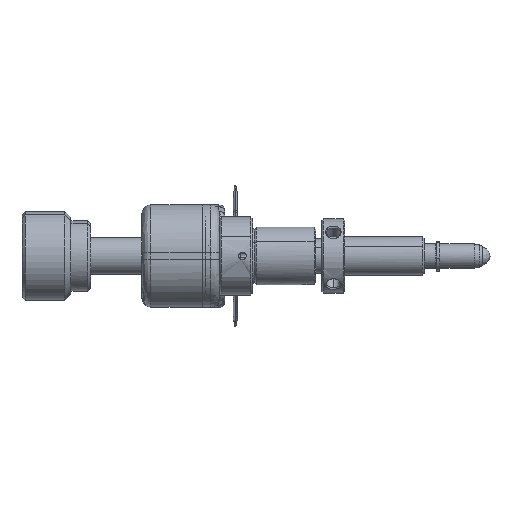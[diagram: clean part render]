
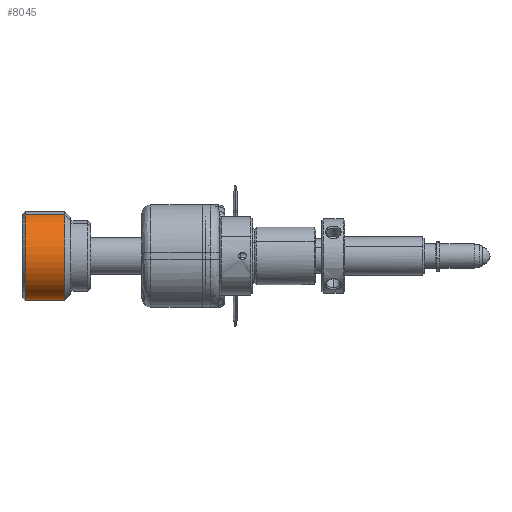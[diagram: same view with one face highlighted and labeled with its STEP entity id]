
A CAD part, left-side view. The second image highlights one B-rep face of the part: STEP entity #8045.
In plain terms, the highlighted free-form (B-spline) face has degree [1, 3] with [2, 4] control points.
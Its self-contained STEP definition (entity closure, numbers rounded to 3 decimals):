
#379 = CARTESIAN_POINT ( 'NONE',  ( -11.854, 49.586, 4.651 ) ) ;
#1015 = CARTESIAN_POINT ( 'NONE',  ( -3.571, 49.586, 23.768 ) ) ;
#2871 = ORIENTED_EDGE ( 'NONE', *, *, #32231, .F. ) ;
#3772 =( BOUNDED_CURVE ( )  B_SPLINE_CURVE ( 3, ( #12279, #5727, #5521, #37971 ),
 .UNSPECIFIED., .F., .F. ) 
 B_SPLINE_CURVE_WITH_KNOTS ( ( 4, 4 ),
 ( -3.142, 0. ),
 .UNSPECIFIED. ) 
 CURVE ( )  GEOMETRIC_REPRESENTATION_ITEM ( )  RATIONAL_B_SPLINE_CURVE ( ( 1., 0.333, 0.333, 1. ) ) 
 REPRESENTATION_ITEM ( '' )  );
#4326 =( BOUNDED_SURFACE ( )  B_SPLINE_SURFACE ( 1, 3, ( 
 ( #36445, #30106, #29703, #17097 ),
 ( #32432, #379, #29904, #1015 ) ),
 .UNSPECIFIED., .F., .F., .F. ) 
 B_SPLINE_SURFACE_WITH_KNOTS ( ( 2, 2 ),
 ( 4, 4 ),
 ( 0., 1. ),
 ( 0., 1. ),
 .UNSPECIFIED. ) 
 GEOMETRIC_REPRESENTATION_ITEM ( )  RATIONAL_B_SPLINE_SURFACE ( (
 ( 1., 0.333, 0.333, 1.),
 ( 1., 0.333, 0.333, 1.) ) ) 
 REPRESENTATION_ITEM ( '' )  SURFACE ( )  );
#4796 = EDGE_LOOP ( 'NONE', ( #24274, #2871, #8382, #11079 ) ) ;
#5521 = CARTESIAN_POINT ( 'NONE',  ( -11.854, 49.586, 4.651 ) ) ;
#5727 = CARTESIAN_POINT ( 'NONE',  ( -17.271, 49.586, 18.351 ) ) ;
#6374 = B_SPLINE_CURVE_WITH_KNOTS ( 'NONE', 1,
 ( #13136, #16525 ),
 .UNSPECIFIED., .F., .F.,
 ( 2, 2 ),
 ( 0., 1. ),
 .UNSPECIFIED. ) ;
#6724 = CARTESIAN_POINT ( 'NONE',  ( -3.571, 49.586, 23.768 ) ) ;
#8045 = ADVANCED_FACE ( 'NONE', ( #13499 ), #4326, .F. ) ;
#8382 = ORIENTED_EDGE ( 'NONE', *, *, #9943, .T. ) ;
#8546 = CARTESIAN_POINT ( 'NONE',  ( -17.271, 42.982, 18.351 ) ) ;
#8969 = CARTESIAN_POINT ( 'NONE',  ( 1.846, 42.982, 10.067 ) ) ;
#9943 = EDGE_CURVE ( 'NONE', #15230, #12401, #32381, .T. ) ;
#10000 = CARTESIAN_POINT ( 'NONE',  ( 1.846, 49.586, 10.067 ) ) ;
#11079 = ORIENTED_EDGE ( 'NONE', *, *, #21092, .T. ) ;
#12279 = CARTESIAN_POINT ( 'NONE',  ( -3.571, 49.586, 23.768 ) ) ;
#12401 = VERTEX_POINT ( 'NONE', #6724 ) ;
#13136 = CARTESIAN_POINT ( 'NONE',  ( 1.846, 42.982, 10.067 ) ) ;
#13395 =( BOUNDED_CURVE ( )  B_SPLINE_CURVE ( 3, ( #24573, #8546, #37841, #8969 ),
 .UNSPECIFIED., .F., .T. ) 
 B_SPLINE_CURVE_WITH_KNOTS ( ( 4, 4 ),
 ( -3.142, 0. ),
 .UNSPECIFIED. ) 
 CURVE ( )  GEOMETRIC_REPRESENTATION_ITEM ( )  RATIONAL_B_SPLINE_CURVE ( ( 1., 0.333, 0.333, 1. ) ) 
 REPRESENTATION_ITEM ( '' )  );
#13499 = FACE_OUTER_BOUND ( 'NONE', #4796, .T. ) ;
#15230 = VERTEX_POINT ( 'NONE', #40738 ) ;
#16525 = CARTESIAN_POINT ( 'NONE',  ( 1.846, 49.586, 10.067 ) ) ;
#17097 = CARTESIAN_POINT ( 'NONE',  ( -3.571, 42.982, 23.768 ) ) ;
#19644 = CARTESIAN_POINT ( 'NONE',  ( -3.571, 42.982, 23.768 ) ) ;
#21092 = EDGE_CURVE ( 'NONE', #12401, #34609, #3772, .T. ) ;
#21951 = EDGE_CURVE ( 'NONE', #37745, #34609, #6374, .T. ) ;
#24274 = ORIENTED_EDGE ( 'NONE', *, *, #21951, .F. ) ;
#24573 = CARTESIAN_POINT ( 'NONE',  ( -3.571, 42.982, 23.768 ) ) ;
#29703 = CARTESIAN_POINT ( 'NONE',  ( -17.271, 42.982, 18.351 ) ) ;
#29904 = CARTESIAN_POINT ( 'NONE',  ( -17.271, 49.586, 18.351 ) ) ;
#30106 = CARTESIAN_POINT ( 'NONE',  ( -11.854, 42.982, 4.651 ) ) ;
#30178 = CARTESIAN_POINT ( 'NONE',  ( 1.846, 42.982, 10.067 ) ) ;
#32231 = EDGE_CURVE ( 'NONE', #15230, #37745, #13395, .T. ) ;
#32381 = B_SPLINE_CURVE_WITH_KNOTS ( 'NONE', 1,
 ( #19644, #32447 ),
 .UNSPECIFIED., .F., .F.,
 ( 2, 2 ),
 ( 0., 1. ),
 .UNSPECIFIED. ) ;
#32432 = CARTESIAN_POINT ( 'NONE',  ( 1.846, 49.586, 10.067 ) ) ;
#32447 = CARTESIAN_POINT ( 'NONE',  ( -3.571, 49.586, 23.768 ) ) ;
#34609 = VERTEX_POINT ( 'NONE', #10000 ) ;
#36445 = CARTESIAN_POINT ( 'NONE',  ( 1.846, 42.982, 10.067 ) ) ;
#37745 = VERTEX_POINT ( 'NONE', #30178 ) ;
#37841 = CARTESIAN_POINT ( 'NONE',  ( -11.854, 42.982, 4.651 ) ) ;
#37971 = CARTESIAN_POINT ( 'NONE',  ( 1.846, 49.586, 10.067 ) ) ;
#40738 = CARTESIAN_POINT ( 'NONE',  ( -3.571, 42.982, 23.768 ) ) ;
